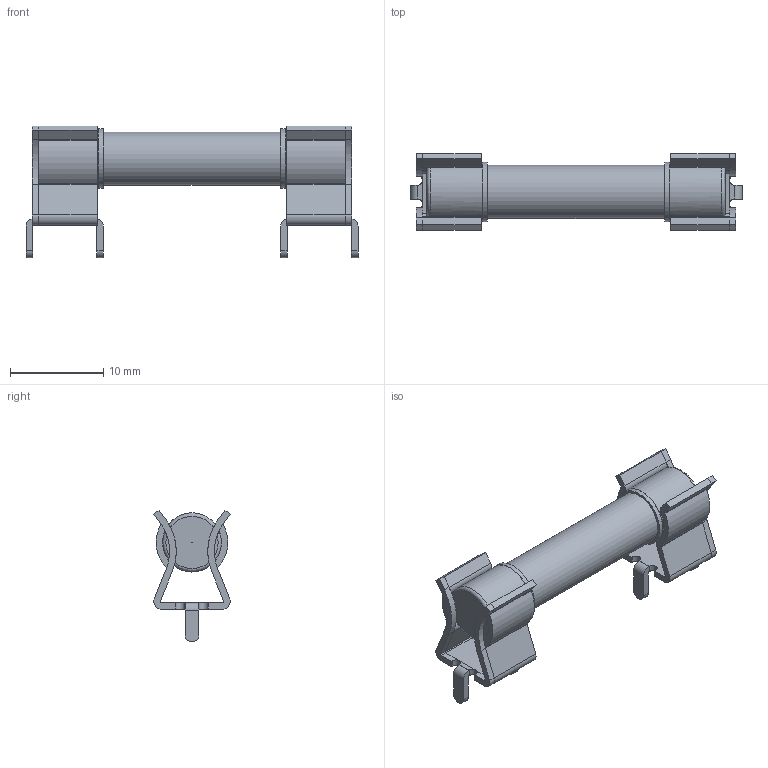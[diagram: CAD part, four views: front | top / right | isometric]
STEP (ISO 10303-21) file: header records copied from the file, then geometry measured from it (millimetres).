
FILE_DESCRIPTION(('FreeCAD Model'),'2;1');
FILE_NAME('fuse_6.3x32mm_with_clip.step', '2017-06-08T15:34:02',('kicad StepUp'),('ksu MCAD'), 'Open CASCADE STEP processor 6.8','FreeCAD','Unknown');
FILE_SCHEMA(('AUTOMOTIVE_DESIGN_CC2 { 1 2 10303 214 -1 1 5 4 }'));
Length unit declared in the file: millimetre
Products named in the file (1): fuse_6.3x32mm_with_clip
Bounding box: 35.6 x 8.2 x 14.1 mm (x, y, z)
Volume: 1172.4 mm3; surface area: 2036.3 mm2
Topology: 1 solids, 1 shells, 209 faces, 551 edges, 342 vertices
Faces by surface type: plane 122, cylinder 83, revolution 4
Full cylindrical faces by diameter (mm): 0.05 x2, 0.25 x2, 5.7 x1, 5.8 x2, 6.3 x2, 6.35 x2
Entity records: 7955 total; most frequent: DIRECTION 1173, CARTESIAN_POINT 1139, ORIENTED_EDGE 1102, EDGE_CURVE 551, AXIS2_PLACEMENT_3D 416, VERTEX_POINT 342, LINE 337, VECTOR 337
